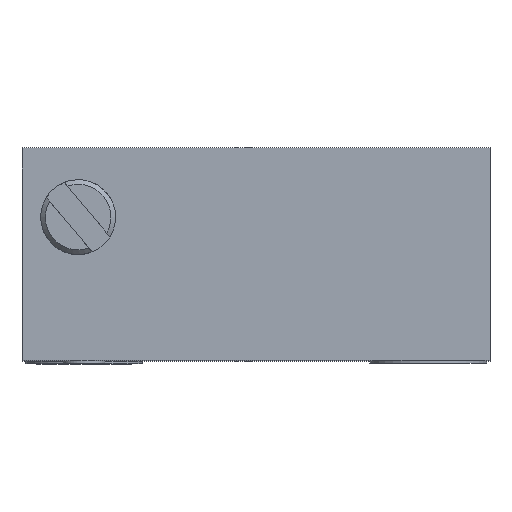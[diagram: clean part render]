
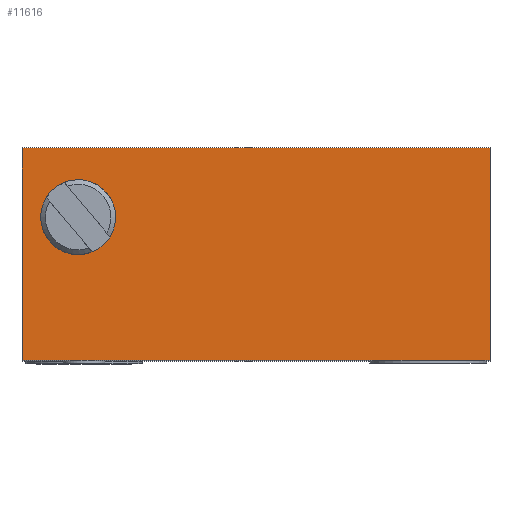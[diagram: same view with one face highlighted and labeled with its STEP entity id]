
A CAD part, top view. The second image highlights one B-rep face of the part: STEP entity #11616.
In plain terms, the highlighted planar face has unit normal (0, 0, 1).
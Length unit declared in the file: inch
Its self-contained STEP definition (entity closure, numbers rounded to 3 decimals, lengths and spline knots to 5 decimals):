
#2287=DIRECTION('',(1.,0.,0.));
#2288=VECTOR('',#2287,0.5);
#2289=CARTESIAN_POINT('',(-0.25,0.,0.25));
#2290=LINE('',#2289,#2288);
#2359=DIRECTION('',(0.,1.,0.));
#2360=VECTOR('',#2359,0.227);
#2361=CARTESIAN_POINT('',(-0.25,0.,0.25));
#2362=LINE('',#2361,#2360);
#2363=DIRECTION('',(1.,0.,0.));
#2364=VECTOR('',#2363,0.5);
#2365=CARTESIAN_POINT('',(-0.25,0.227,0.25));
#2366=LINE('',#2365,#2364);
#2367=CARTESIAN_POINT('',(-0.19,0.153,0.25));
#2368=DIRECTION('',(0.,0.,1.));
#2369=DIRECTION('',(1.,0.,0.));
#2370=AXIS2_PLACEMENT_3D('',#2367,#2368,#2369);
#2372=CARTESIAN_POINT('',(-0.19,0.153,0.25));
#2373=DIRECTION('',(0.,0.,1.));
#2374=DIRECTION('',(-0.998,0.063,0.));
#2375=AXIS2_PLACEMENT_3D('',#2372,#2373,#2374);
#2377=CARTESIAN_POINT('',(-0.19,0.153,0.25));
#2378=DIRECTION('',(0.,0.,1.));
#2379=DIRECTION('',(-1.,0.,0.));
#2380=AXIS2_PLACEMENT_3D('',#2377,#2378,#2379);
#2382=CARTESIAN_POINT('',(-0.19,0.153,0.25));
#2383=DIRECTION('',(0.,0.,1.));
#2384=DIRECTION('',(0.998,-0.063,0.));
#2385=AXIS2_PLACEMENT_3D('',#2382,#2383,#2384);
#2387=DIRECTION('',(0.,1.,0.));
#2388=VECTOR('',#2387,0.227);
#2389=CARTESIAN_POINT('',(0.25,0.,0.25));
#2390=LINE('',#2389,#2388);
#8424=CARTESIAN_POINT('',(-0.25,0.227,0.25));
#8426=VERTEX_POINT('',#8424);
#8429=CARTESIAN_POINT('',(0.25,0.227,0.25));
#8430=VERTEX_POINT('',#8429);
#8458=CARTESIAN_POINT('',(-0.25,0.,0.25));
#8460=VERTEX_POINT('',#8458);
#8461=CARTESIAN_POINT('',(0.25,0.,0.25));
#8462=VERTEX_POINT('',#8461);
#8489=CARTESIAN_POINT('',(-0.15875,0.153,0.25));
#8490=CARTESIAN_POINT('',(-0.22119,0.15496,0.25));
#8491=VERTEX_POINT('',#8489);
#8492=VERTEX_POINT('',#8490);
#8493=CARTESIAN_POINT('',(-0.22125,0.153,0.25));
#8494=VERTEX_POINT('',#8493);
#8495=CARTESIAN_POINT('',(-0.15881,0.15104,0.25));
#8496=VERTEX_POINT('',#8495);
#11594=CARTESIAN_POINT('',(0.,0.1135,0.25));
#11595=DIRECTION('',(0.,0.,1.));
#11596=DIRECTION('',(1.,0.,0.));
#11597=AXIS2_PLACEMENT_3D('',#11594,#11595,#11596);
#11598=PLANE('',#11597);
#11599=ORIENTED_EDGE('',*,*,#11555,.F.);
#11600=ORIENTED_EDGE('',*,*,#11544,.T.);
#11601=ORIENTED_EDGE('',*,*,#11491,.T.);
#11603=ORIENTED_EDGE('',*,*,#11602,.F.);
#11604=EDGE_LOOP('',(#11599,#11600,#11601,#11603));
#11605=FACE_OUTER_BOUND('',#11604,.F.);
#11607=ORIENTED_EDGE('',*,*,#11606,.T.);
#11609=ORIENTED_EDGE('',*,*,#11608,.T.);
#11611=ORIENTED_EDGE('',*,*,#11610,.T.);
#11613=ORIENTED_EDGE('',*,*,#11612,.T.);
#11614=EDGE_LOOP('',(#11607,#11609,#11611,#11613));
#11615=FACE_BOUND('',#11614,.F.);
#11616=ADVANCED_FACE('',(#11605,#11615),#11598,.T.);
#2371=CIRCLE('',#2370,0.03125);
#2376=CIRCLE('',#2375,0.03125);
#2381=CIRCLE('',#2380,0.03125);
#2386=CIRCLE('',#2385,0.03125);
#11491=EDGE_CURVE('',#8426,#8430,#2366,.T.);
#11544=EDGE_CURVE('',#8460,#8426,#2362,.T.);
#11555=EDGE_CURVE('',#8460,#8462,#2290,.T.);
#11602=EDGE_CURVE('',#8462,#8430,#2390,.T.);
#11606=EDGE_CURVE('',#8491,#8492,#2371,.T.);
#11608=EDGE_CURVE('',#8492,#8494,#2376,.T.);
#11610=EDGE_CURVE('',#8494,#8496,#2381,.T.);
#11612=EDGE_CURVE('',#8496,#8491,#2386,.T.);
